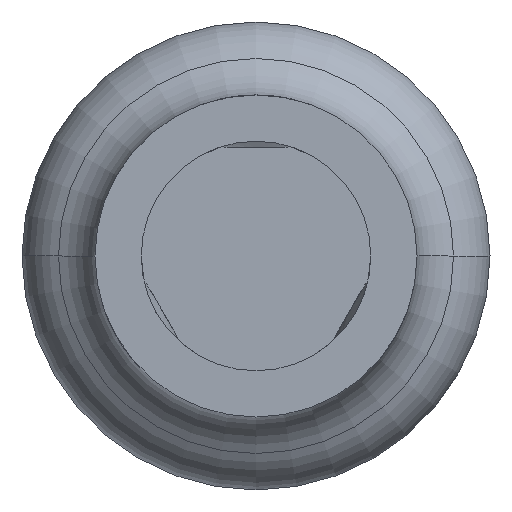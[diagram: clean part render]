
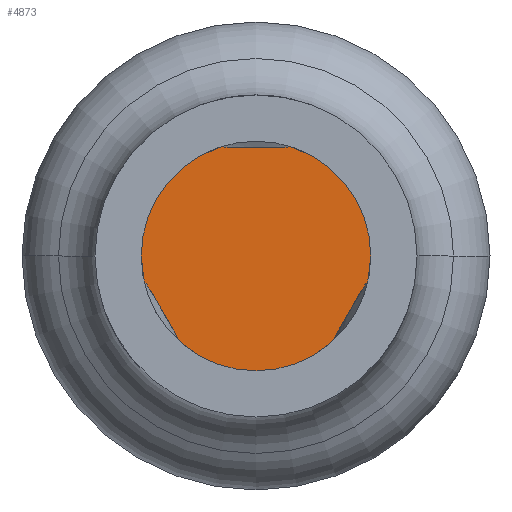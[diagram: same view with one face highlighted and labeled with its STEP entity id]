
A CAD part, front view. The second image highlights one B-rep face of the part: STEP entity #4873.
In plain terms, the highlighted planar face has unit normal (0, -1, 0).
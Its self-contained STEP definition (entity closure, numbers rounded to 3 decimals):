
#18 = CARTESIAN_POINT ( 'NONE',  ( -0.513, -24.7, 0. ) ) ;
#768 = EDGE_LOOP ( 'NONE', ( #3727, #5301 ) ) ;
#1063 = CARTESIAN_POINT ( 'NONE',  ( 0., -24.7, 0. ) ) ;
#1495 = DIRECTION ( 'NONE',  ( 0., 1., 0. ) ) ;
#1563 = DIRECTION ( 'NONE',  ( 1., 0., 0. ) ) ;
#1736 = PLANE ( 'NONE',  #2099 ) ;
#1794 = EDGE_CURVE ( 'Defeature ausgef�hrt1_0+Defeature ausgef�hrt1_42+Defeature ausgef�hrt1_42+Defeature ausgef�hrt1_42', #2121, #5832, #2961, .T. ) ;
#2099 = AXIS2_PLACEMENT_3D ( 'NONE', #5409, #1495, #4397 ) ;
#2115 = DIRECTION ( 'NONE',  ( 0., 1., 0. ) ) ;
#2121 = VERTEX_POINT ( 'NONE', #18 ) ;
#2387 = CIRCLE ( 'NONE', #4900, 0.513 ) ;
#2852 = AXIS2_PLACEMENT_3D ( 'NONE', #5300, #4277, #3225 ) ;
#2961 = CIRCLE ( 'NONE', #2852, 0.513 ) ;
#3225 = DIRECTION ( 'NONE',  ( 1., 0., 0. ) ) ;
#3727 = ORIENTED_EDGE ( 'NONE', *, *, #1794, .F. ) ;
#4277 = DIRECTION ( 'NONE',  ( 0., 1., 0. ) ) ;
#4397 = DIRECTION ( 'NONE',  ( -1., 0., 0. ) ) ;
#4873 = ADVANCED_FACE ( 'Defeature ausgef�hrt1_42', ( #5683 ), #1736, .F. ) ;
#4900 = AXIS2_PLACEMENT_3D ( 'NONE', #1063, #2115, #1563 ) ;
#5040 = EDGE_CURVE ( 'Defeature ausgef�hrt1_0+Defeature ausgef�hrt1_42+Defeature ausgef�hrt1_42+Defeature ausgef�hrt1_42', #5832, #2121, #2387, .T. ) ;
#5300 = CARTESIAN_POINT ( 'NONE',  ( 0., -24.7, 0. ) ) ;
#5301 = ORIENTED_EDGE ( 'NONE', *, *, #5040, .F. ) ;
#5409 = CARTESIAN_POINT ( 'NONE',  ( 0., -24.7, 0. ) ) ;
#5683 = FACE_OUTER_BOUND ( 'NONE', #768, .T. ) ;
#5832 = VERTEX_POINT ( 'NONE', #5940 ) ;
#5940 = CARTESIAN_POINT ( 'NONE',  ( 0.513, -24.7, 0. ) ) ;
